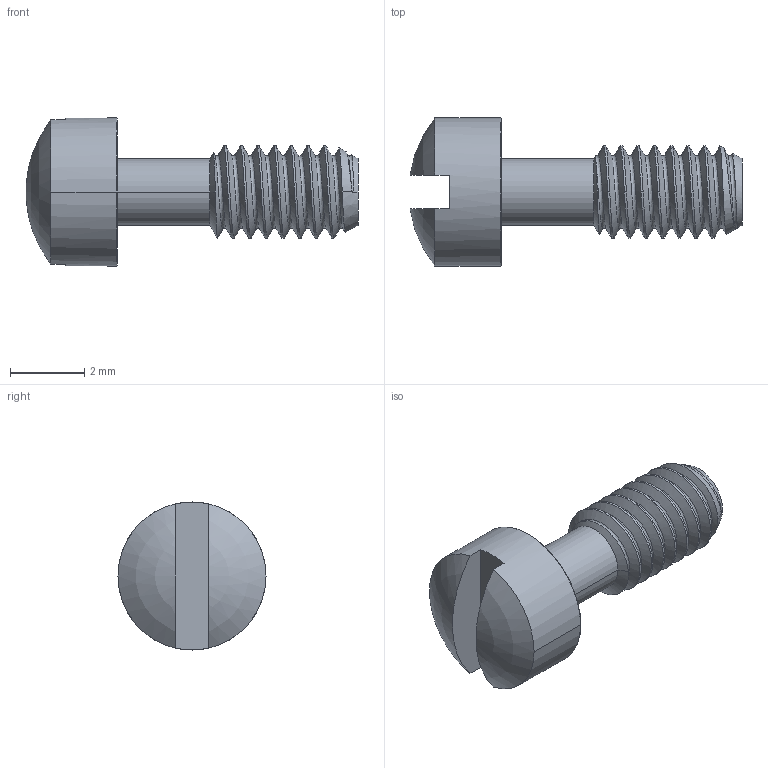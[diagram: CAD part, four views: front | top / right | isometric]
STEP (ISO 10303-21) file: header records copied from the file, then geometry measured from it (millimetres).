
FILE_DESCRIPTION((''),'2;1');
FILE_NAME('001_CAPTIVE_PANEL_SCREW_STYLE_4','2023-01-14T14:49:47',('Administrator'),(''),'CREO PARAMETRIC BY PTC INC, 2019030','CREO PARAMETRIC BY PTC INC, 2019030','');
FILE_SCHEMA(('AUTOMOTIVE_DESIGN { 1 0 10303 214 1 1 1 1 }'));
Length unit declared in the file: millimetre
Products named in the file (1): 001_CAPTIVE_PANEL_SCREW_STYLE_4
Bounding box: 8.97 x 4 x 4 mm (x, y, z)
Volume: 45.6 mm3; surface area: 114.1 mm2
Topology: 1 solids, 1 shells, 44 faces, 118 edges, 87 vertices
Faces by surface type: cylinder 18, bspline 12, plane 5, cone 5, torus 2, sphere 2
Entity records: 9871 total; most frequent: CARTESIAN_POINT 8251, ORIENTED_EDGE 224, DIRECTION 151, PRESENTATION_STYLE_ASSIGNMENT 120, STYLED_ITEM 120, CURVE_STYLE 119, COLOUR_RGB 114, EDGE_CURVE 112
